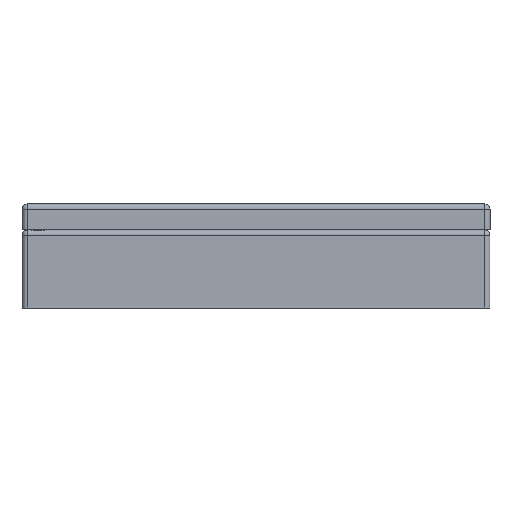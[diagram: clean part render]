
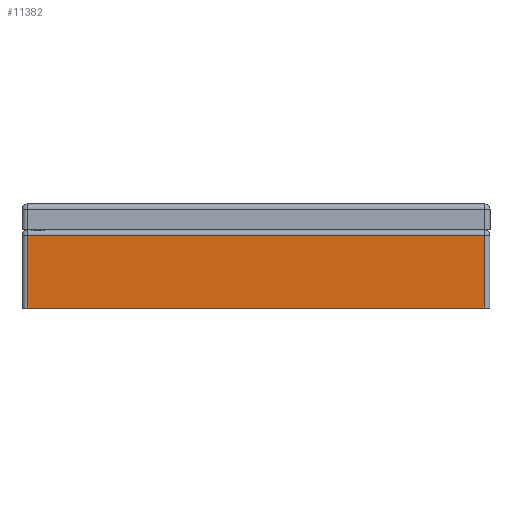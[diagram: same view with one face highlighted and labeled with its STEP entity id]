
A CAD part, front view. The second image highlights one B-rep face of the part: STEP entity #11382.
In plain terms, the highlighted planar face has unit normal (0, -1, 0).
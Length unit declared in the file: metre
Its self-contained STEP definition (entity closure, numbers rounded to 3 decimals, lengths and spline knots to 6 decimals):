
#4039=ORIENTED_EDGE('',*,*,#5859,.T.);
#4040=ORIENTED_EDGE('',*,*,#5860,.T.);
#4041=ORIENTED_EDGE('',*,*,#5861,.F.);
#4042=ORIENTED_EDGE('',*,*,#5862,.T.);
#5859=EDGE_CURVE('',#7008,#7009,#8004,.T.);
#5860=EDGE_CURVE('',#7009,#7010,#8005,.T.);
#5861=EDGE_CURVE('',#7011,#7010,#8006,.T.);
#5862=EDGE_CURVE('',#7011,#7008,#8007,.F.);
#7008=VERTEX_POINT('',#19812);
#7009=VERTEX_POINT('',#19813);
#7010=VERTEX_POINT('',#19815);
#7011=VERTEX_POINT('',#19817);
#8004=LINE('',#19811,#8910);
#8005=LINE('',#19814,#8911);
#8006=LINE('',#19816,#8912);
#8007=LINE('',#19818,#8913);
#8910=VECTOR('',#14266,1.);
#8911=VECTOR('',#14267,1.);
#8912=VECTOR('',#14268,1.);
#8913=VECTOR('',#14269,1.);
#9545=EDGE_LOOP('',(#4039,#4040,#4041,#4042));
#10373=FACE_BOUND('',#9545,.T.);
#10833=PLANE('',#12069);
#11382=ADVANCED_FACE('',(#10373),#10833,.T.);
#12069=AXIS2_PLACEMENT_3D('',#19810,#14264,#14265);
#14264=DIRECTION('',(0.,-1.,0.));
#14265=DIRECTION('',(1.,0.,0.));
#14266=DIRECTION('',(-1.,0.,0.));
#14267=DIRECTION('',(0.,0.,-1.));
#14268=DIRECTION('',(-1.,0.,0.));
#14269=DIRECTION('',(0.,0.,-1.));
#19810=CARTESIAN_POINT('',(0.,-0.045,0.015));
#19811=CARTESIAN_POINT('',(0.,-0.045,0.014));
#19812=CARTESIAN_POINT('',(0.044,-0.045,0.014));
#19813=CARTESIAN_POINT('',(-0.044,-0.045,0.014));
#19814=CARTESIAN_POINT('',(-0.044,-0.045,0.015));
#19815=CARTESIAN_POINT('',(-0.044,-0.045,0.));
#19816=CARTESIAN_POINT('',(0.,-0.045,0.));
#19817=CARTESIAN_POINT('',(0.044,-0.045,0.));
#19818=CARTESIAN_POINT('',(0.044,-0.045,0.015));
